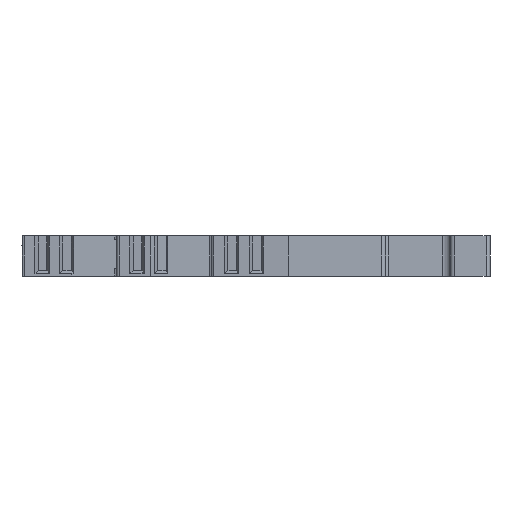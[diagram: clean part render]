
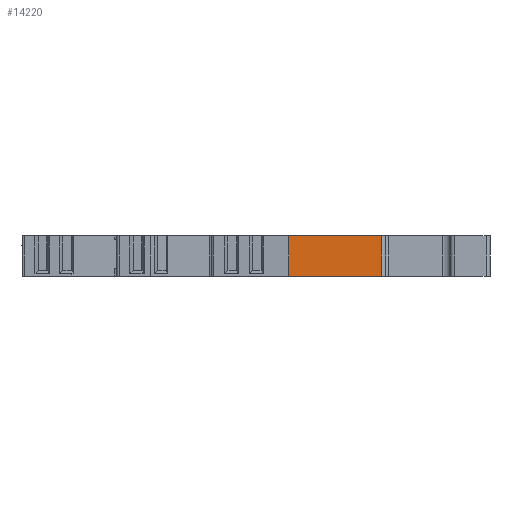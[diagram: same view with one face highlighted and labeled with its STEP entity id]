
A CAD part, left-side view. The second image highlights one B-rep face of the part: STEP entity #14220.
In plain terms, the highlighted planar face has unit normal (-1, 0, 0).
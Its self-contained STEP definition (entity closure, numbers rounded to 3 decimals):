
#379=DIRECTION('',(0.,1.,0.));
#380=VECTOR('',#379,11.771);
#381=CARTESIAN_POINT('',(-49.38,7.7,-2.95));
#382=LINE('',#381,#380);
#684=DIRECTION('',(0.,1.,0.));
#685=VECTOR('',#684,11.771);
#686=CARTESIAN_POINT('',(-49.38,7.7,2.15));
#687=LINE('',#686,#685);
#5347=DIRECTION('',(0.,0.,1.));
#5348=VECTOR('',#5347,5.1);
#5349=CARTESIAN_POINT('',(-49.38,7.7,-2.95));
#5350=LINE('',#5349,#5348);
#5351=DIRECTION('',(0.,0.,1.));
#5352=VECTOR('',#5351,5.1);
#5353=CARTESIAN_POINT('',(-49.38,19.471,-2.95));
#5354=LINE('',#5353,#5352);
#6397=CARTESIAN_POINT('',(-49.38,7.7,2.15));
#6399=VERTEX_POINT('',#6397);
#6403=CARTESIAN_POINT('',(-49.38,7.7,-2.95));
#6404=VERTEX_POINT('',#6403);
#6554=CARTESIAN_POINT('',(-49.38,19.471,2.15));
#6555=VERTEX_POINT('',#6554);
#6556=CARTESIAN_POINT('',(-49.38,19.471,-2.95));
#6557=VERTEX_POINT('',#6556);
#14208=CARTESIAN_POINT('',(-49.38,-6.,2.15));
#14209=DIRECTION('',(1.,0.,0.));
#14210=DIRECTION('',(0.,1.,0.));
#14211=AXIS2_PLACEMENT_3D('',#14208,#14209,#14210);
#14212=PLANE('',#14211);
#14214=ORIENTED_EDGE('',*,*,#14213,.F.);
#14215=ORIENTED_EDGE('',*,*,#7870,.T.);
#14216=ORIENTED_EDGE('',*,*,#14202,.T.);
#14217=ORIENTED_EDGE('',*,*,#8065,.F.);
#14218=EDGE_LOOP('',(#14214,#14215,#14216,#14217));
#14219=FACE_OUTER_BOUND('',#14218,.F.);
#14220=ADVANCED_FACE('',(#14219),#14212,.F.);
#7870=EDGE_CURVE('',#6404,#6557,#382,.T.);
#8065=EDGE_CURVE('',#6399,#6555,#687,.T.);
#14202=EDGE_CURVE('',#6557,#6555,#5354,.T.);
#14213=EDGE_CURVE('',#6404,#6399,#5350,.T.);
